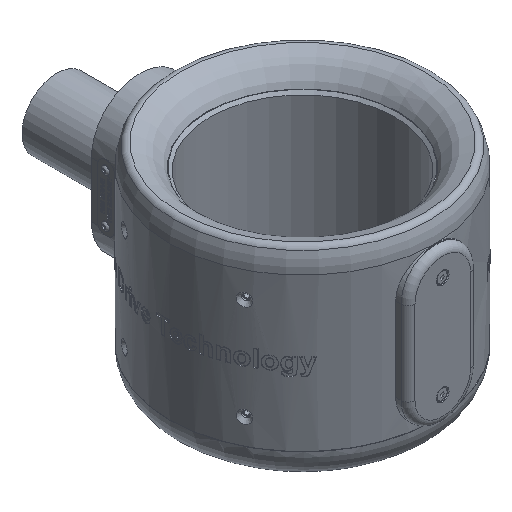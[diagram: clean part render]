
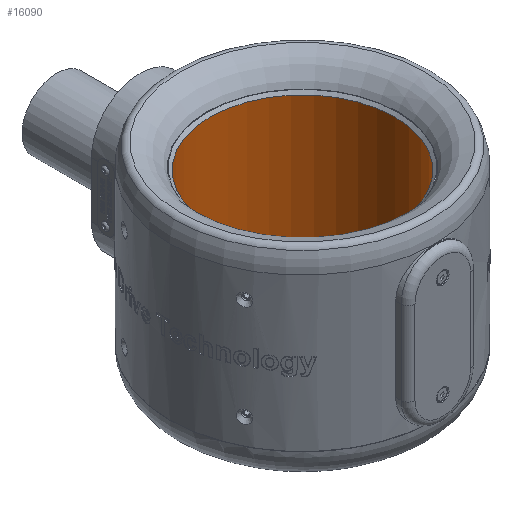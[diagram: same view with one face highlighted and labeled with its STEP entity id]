
A CAD part, isometric view. The second image highlights one B-rep face of the part: STEP entity #16090.
In plain terms, the highlighted cylindrical face has radius 66.5 mm (diameter 133 mm), a full revolution.
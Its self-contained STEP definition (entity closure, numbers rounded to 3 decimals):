
#2688 = EDGE_LOOP ( 'NONE', ( #9800 ) ) ;
#4611 = DIRECTION ( 'NONE',  ( 0., 0., -1. ) ) ;
#5469 = VERTEX_POINT ( 'NONE', #92626 ) ;
#8169 = FACE_OUTER_BOUND ( 'NONE', #66578, .T. ) ;
#9800 = ORIENTED_EDGE ( 'NONE', *, *, #12151, .T. ) ;
#12151 = EDGE_CURVE ( 'NONE', #5469, #5469, #27810, .T. ) ;
#14812 = DIRECTION ( 'NONE',  ( 0., 0., 1. ) ) ;
#16090 = ADVANCED_FACE ( 'NONE', ( #38457, #8169 ), #70193, .F. ) ;
#23002 = CARTESIAN_POINT ( 'NONE',  ( 0., 0., 53.03 ) ) ;
#27810 = CIRCLE ( 'NONE', #52388, 66.5 ) ;
#28182 = DIRECTION ( 'NONE',  ( 1., 0., 0. ) ) ;
#30566 = CARTESIAN_POINT ( 'NONE',  ( 66.5, 0., 53.03 ) ) ;
#31593 = AXIS2_PLACEMENT_3D ( 'NONE', #23002, #14812, #36908 ) ;
#33235 = DIRECTION ( 'NONE',  ( 0., 0., -1. ) ) ;
#36908 = DIRECTION ( 'NONE',  ( 1., 0., 0. ) ) ;
#38457 = FACE_OUTER_BOUND ( 'NONE', #2688, .T. ) ;
#45590 = CARTESIAN_POINT ( 'NONE',  ( 0., 0., -53. ) ) ;
#50175 = CARTESIAN_POINT ( 'NONE',  ( 0., 0., 55.03 ) ) ;
#52388 = AXIS2_PLACEMENT_3D ( 'NONE', #45590, #4611, #28182 ) ;
#52871 = CIRCLE ( 'NONE', #31593, 66.5 ) ;
#66578 = EDGE_LOOP ( 'NONE', ( #93019 ) ) ;
#70193 = CYLINDRICAL_SURFACE ( 'NONE', #96910, 66.5 ) ;
#78827 = EDGE_CURVE ( 'NONE', #100763, #100763, #52871, .T. ) ;
#89659 = DIRECTION ( 'NONE',  ( -1., 0., 0. ) ) ;
#92626 = CARTESIAN_POINT ( 'NONE',  ( 66.5, 0., -53. ) ) ;
#93019 = ORIENTED_EDGE ( 'NONE', *, *, #78827, .T. ) ;
#96910 = AXIS2_PLACEMENT_3D ( 'NONE', #50175, #33235, #89659 ) ;
#100763 = VERTEX_POINT ( 'NONE', #30566 ) ;
